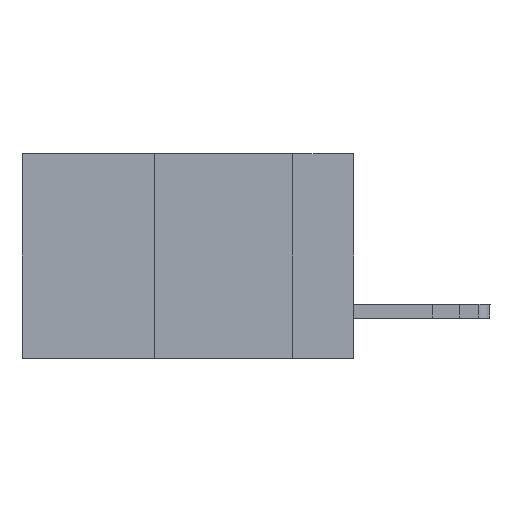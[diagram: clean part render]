
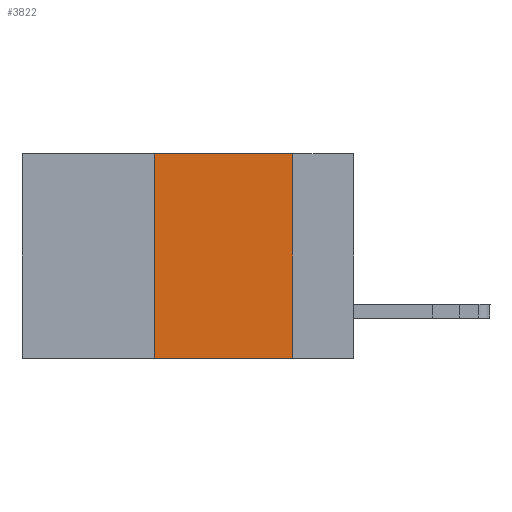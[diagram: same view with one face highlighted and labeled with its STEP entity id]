
A CAD part, left-side view. The second image highlights one B-rep face of the part: STEP entity #3822.
In plain terms, the highlighted planar face has unit normal (-1, 0, 0).
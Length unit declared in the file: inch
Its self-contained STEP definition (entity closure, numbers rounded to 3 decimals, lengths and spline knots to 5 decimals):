
#81 = LINE ( 'NONE', #2186, #20876 ) ;
#738 = ORIENTED_EDGE ( 'NONE', *, *, #10539, .F. ) ;
#2186 = CARTESIAN_POINT ( 'NONE',  ( 0., 0.6, -0.37 ) ) ;
#2606 = LINE ( 'NONE', #20112, #17848 ) ;
#3177 = DIRECTION ( 'NONE',  ( 0., -1., 0. ) ) ;
#3384 = EDGE_CURVE ( 'NONE', #21607, #8727, #2606, .T. ) ;
#3745 = EDGE_CURVE ( 'NONE', #17348, #8727, #81, .T. ) ;
#3822 = ADVANCED_FACE ( 'NONE', ( #7191 ), #4583, .F. ) ;
#4192 = CARTESIAN_POINT ( 'NONE',  ( 0., 0.36, 0. ) ) ;
#4583 = PLANE ( 'NONE',  #16679 ) ;
#4825 = EDGE_LOOP ( 'NONE', ( #6781, #19104, #738, #7908 ) ) ;
#6590 = DIRECTION ( 'NONE',  ( 0., 0., -1. ) ) ;
#6781 = ORIENTED_EDGE ( 'NONE', *, *, #3384, .F. ) ;
#7191 = FACE_OUTER_BOUND ( 'NONE', #4825, .T. ) ;
#7788 = CARTESIAN_POINT ( 'NONE',  ( 0., 0.11, -0.37 ) ) ;
#7820 = VERTEX_POINT ( 'NONE', #4192 ) ;
#7908 = ORIENTED_EDGE ( 'NONE', *, *, #3745, .T. ) ;
#8157 = DIRECTION ( 'NONE',  ( 1., 0., 0. ) ) ;
#8727 = VERTEX_POINT ( 'NONE', #7788 ) ;
#9176 = CARTESIAN_POINT ( 'NONE',  ( 0., 0.36, -0.37 ) ) ;
#10164 = CARTESIAN_POINT ( 'NONE',  ( 0., 0.6, 0. ) ) ;
#10539 = EDGE_CURVE ( 'NONE', #17348, #7820, #13432, .T. ) ;
#11869 = CARTESIAN_POINT ( 'NONE',  ( 0., 0.6, 0. ) ) ;
#12342 = DIRECTION ( 'NONE',  ( 0., -1., 0. ) ) ;
#13432 = LINE ( 'NONE', #22127, #22320 ) ;
#14905 = CARTESIAN_POINT ( 'NONE',  ( 0., 0.11, 0. ) ) ;
#15196 = VECTOR ( 'NONE', #3177, 39.37008 ) ;
#16679 = AXIS2_PLACEMENT_3D ( 'NONE', #11869, #8157, #6590 ) ;
#17348 = VERTEX_POINT ( 'NONE', #9176 ) ;
#17738 = EDGE_CURVE ( 'NONE', #7820, #21607, #21870, .T. ) ;
#17848 = VECTOR ( 'NONE', #18411, 39.37008 ) ;
#18411 = DIRECTION ( 'NONE',  ( 0., 0., -1. ) ) ;
#19104 = ORIENTED_EDGE ( 'NONE', *, *, #17738, .F. ) ;
#20112 = CARTESIAN_POINT ( 'NONE',  ( 0., 0.11, 0. ) ) ;
#20263 = DIRECTION ( 'NONE',  ( 0., 0., 1. ) ) ;
#20876 = VECTOR ( 'NONE', #12342, 39.37008 ) ;
#21607 = VERTEX_POINT ( 'NONE', #14905 ) ;
#21870 = LINE ( 'NONE', #10164, #15196 ) ;
#22127 = CARTESIAN_POINT ( 'NONE',  ( 0., 0.36, 0. ) ) ;
#22320 = VECTOR ( 'NONE', #20263, 39.37008 ) ;
